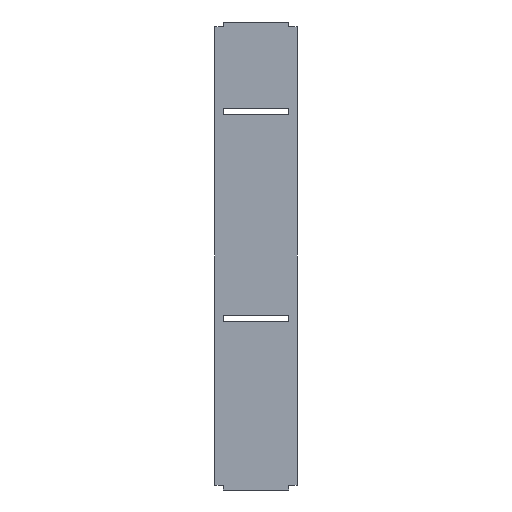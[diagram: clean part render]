
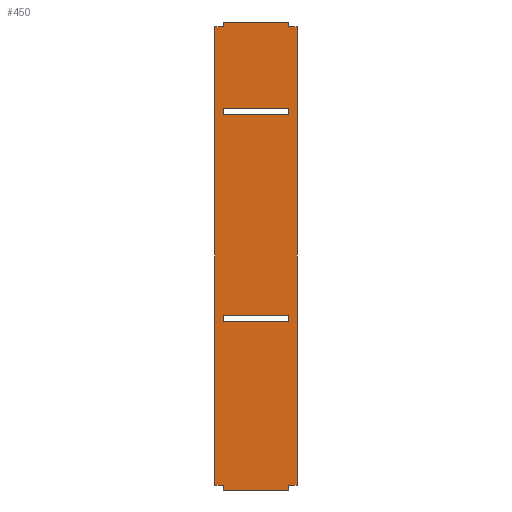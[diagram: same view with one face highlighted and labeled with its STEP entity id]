
A CAD part, front view. The second image highlights one B-rep face of the part: STEP entity #450.
In plain terms, the highlighted planar face has unit normal (0, -1, 0).
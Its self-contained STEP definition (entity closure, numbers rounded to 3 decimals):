
#17=FACE_BOUND('',#65,.T.);
#18=FACE_BOUND('',#66,.T.);
#40=FACE_OUTER_BOUND('',#64,.T.);
#64=EDGE_LOOP('',(#387,#388,#389,#390,#391,#392,#393,#394,#395,#396,#397,
#398));
#65=EDGE_LOOP('',(#399,#400,#401,#402));
#66=EDGE_LOOP('',(#403,#404,#405,#406));
#67=LINE('',#603,#127);
#71=LINE('',#611,#131);
#74=LINE('',#617,#134);
#77=LINE('',#622,#137);
#79=LINE('',#627,#139);
#83=LINE('',#635,#143);
#86=LINE('',#641,#146);
#89=LINE('',#646,#149);
#91=LINE('',#651,#151);
#95=LINE('',#659,#155);
#98=LINE('',#665,#158);
#101=LINE('',#671,#161);
#104=LINE('',#677,#164);
#107=LINE('',#683,#167);
#110=LINE('',#689,#170);
#113=LINE('',#695,#173);
#116=LINE('',#701,#176);
#119=LINE('',#707,#179);
#122=LINE('',#713,#182);
#125=LINE('',#718,#185);
#127=VECTOR('',#497,10.);
#131=VECTOR('',#503,10.);
#134=VECTOR('',#508,10.);
#137=VECTOR('',#513,10.);
#139=VECTOR('',#517,10.);
#143=VECTOR('',#523,10.);
#146=VECTOR('',#528,10.);
#149=VECTOR('',#533,10.);
#151=VECTOR('',#537,10.);
#155=VECTOR('',#543,10.);
#158=VECTOR('',#548,10.);
#161=VECTOR('',#553,10.);
#164=VECTOR('',#558,10.);
#167=VECTOR('',#563,10.);
#170=VECTOR('',#568,10.);
#173=VECTOR('',#573,10.);
#176=VECTOR('',#578,10.);
#179=VECTOR('',#583,10.);
#182=VECTOR('',#588,10.);
#185=VECTOR('',#593,10.);
#187=VERTEX_POINT('',#601);
#188=VERTEX_POINT('',#602);
#191=VERTEX_POINT('',#610);
#193=VERTEX_POINT('',#616);
#195=VERTEX_POINT('',#625);
#196=VERTEX_POINT('',#626);
#199=VERTEX_POINT('',#634);
#201=VERTEX_POINT('',#640);
#203=VERTEX_POINT('',#649);
#204=VERTEX_POINT('',#650);
#207=VERTEX_POINT('',#658);
#209=VERTEX_POINT('',#664);
#211=VERTEX_POINT('',#670);
#213=VERTEX_POINT('',#676);
#215=VERTEX_POINT('',#682);
#217=VERTEX_POINT('',#688);
#219=VERTEX_POINT('',#694);
#221=VERTEX_POINT('',#700);
#223=VERTEX_POINT('',#706);
#225=VERTEX_POINT('',#712);
#227=EDGE_CURVE('',#187,#188,#67,.T.);
#231=EDGE_CURVE('',#191,#187,#71,.T.);
#234=EDGE_CURVE('',#193,#191,#74,.T.);
#237=EDGE_CURVE('',#188,#193,#77,.T.);
#239=EDGE_CURVE('',#195,#196,#79,.T.);
#243=EDGE_CURVE('',#199,#195,#83,.T.);
#246=EDGE_CURVE('',#201,#199,#86,.T.);
#249=EDGE_CURVE('',#196,#201,#89,.T.);
#251=EDGE_CURVE('',#203,#204,#91,.T.);
#255=EDGE_CURVE('',#207,#203,#95,.T.);
#258=EDGE_CURVE('',#209,#207,#98,.T.);
#261=EDGE_CURVE('',#211,#209,#101,.T.);
#264=EDGE_CURVE('',#213,#211,#104,.T.);
#267=EDGE_CURVE('',#215,#213,#107,.T.);
#270=EDGE_CURVE('',#217,#215,#110,.T.);
#273=EDGE_CURVE('',#219,#217,#113,.T.);
#276=EDGE_CURVE('',#221,#219,#116,.T.);
#279=EDGE_CURVE('',#223,#221,#119,.T.);
#282=EDGE_CURVE('',#225,#223,#122,.T.);
#285=EDGE_CURVE('',#204,#225,#125,.T.);
#387=ORIENTED_EDGE('',*,*,#285,.F.);
#388=ORIENTED_EDGE('',*,*,#251,.F.);
#389=ORIENTED_EDGE('',*,*,#255,.F.);
#390=ORIENTED_EDGE('',*,*,#258,.F.);
#391=ORIENTED_EDGE('',*,*,#261,.F.);
#392=ORIENTED_EDGE('',*,*,#264,.F.);
#393=ORIENTED_EDGE('',*,*,#267,.F.);
#394=ORIENTED_EDGE('',*,*,#270,.F.);
#395=ORIENTED_EDGE('',*,*,#273,.F.);
#396=ORIENTED_EDGE('',*,*,#276,.F.);
#397=ORIENTED_EDGE('',*,*,#279,.F.);
#398=ORIENTED_EDGE('',*,*,#282,.F.);
#399=ORIENTED_EDGE('',*,*,#249,.F.);
#400=ORIENTED_EDGE('',*,*,#239,.F.);
#401=ORIENTED_EDGE('',*,*,#243,.F.);
#402=ORIENTED_EDGE('',*,*,#246,.F.);
#403=ORIENTED_EDGE('',*,*,#237,.F.);
#404=ORIENTED_EDGE('',*,*,#227,.F.);
#405=ORIENTED_EDGE('',*,*,#231,.F.);
#406=ORIENTED_EDGE('',*,*,#234,.F.);
#428=PLANE('',#492);
#450=ADVANCED_FACE('',(#40,#17,#18),#428,.F.);
#492=AXIS2_PLACEMENT_3D('',#721,#597,#598);
#497=DIRECTION('',(-1.,0.,0.));
#503=DIRECTION('',(0.,0.,1.));
#508=DIRECTION('',(1.,0.,0.));
#513=DIRECTION('',(0.,0.,-1.));
#517=DIRECTION('',(-1.,0.,0.));
#523=DIRECTION('',(0.,0.,1.));
#528=DIRECTION('',(1.,0.,0.));
#533=DIRECTION('',(0.,0.,-1.));
#537=DIRECTION('',(1.,0.,0.));
#543=DIRECTION('',(0.,0.,-1.));
#548=DIRECTION('',(1.,0.,0.));
#553=DIRECTION('',(0.,0.,1.));
#558=DIRECTION('',(1.,0.,0.));
#563=DIRECTION('',(0.,0.,1.));
#568=DIRECTION('',(-1.,0.,0.));
#573=DIRECTION('',(0.,0.,1.));
#578=DIRECTION('',(-1.,0.,0.));
#583=DIRECTION('',(0.,0.,-1.));
#588=DIRECTION('',(-1.,0.,0.));
#593=DIRECTION('',(0.,0.,-1.));
#597=DIRECTION('center_axis',(0.,1.,0.));
#598=DIRECTION('ref_axis',(0.,0.,1.));
#601=CARTESIAN_POINT('',(45.,0.,130.));
#602=CARTESIAN_POINT('',(5.,0.,130.));
#603=CARTESIAN_POINT('',(45.,0.,130.));
#610=CARTESIAN_POINT('',(45.,0.,126.));
#611=CARTESIAN_POINT('',(45.,0.,126.));
#616=CARTESIAN_POINT('',(5.,0.,126.));
#617=CARTESIAN_POINT('',(5.,0.,126.));
#622=CARTESIAN_POINT('',(5.,0.,130.));
#625=CARTESIAN_POINT('',(45.,0.,4.));
#626=CARTESIAN_POINT('',(5.,0.,4.));
#627=CARTESIAN_POINT('',(45.,0.,4.));
#634=CARTESIAN_POINT('',(45.,0.,0.));
#635=CARTESIAN_POINT('',(45.,0.,0.));
#640=CARTESIAN_POINT('',(5.,0.,0.));
#641=CARTESIAN_POINT('',(5.,0.,0.));
#646=CARTESIAN_POINT('',(5.,0.,4.));
#649=CARTESIAN_POINT('',(45.,0.,179.6));
#650=CARTESIAN_POINT('',(50.,0.,179.6));
#651=CARTESIAN_POINT('',(0.,0.,179.6));
#658=CARTESIAN_POINT('',(45.,0.,182.6));
#659=CARTESIAN_POINT('',(45.,0.,182.6));
#664=CARTESIAN_POINT('',(5.,0.,182.6));
#665=CARTESIAN_POINT('',(5.,0.,182.6));
#670=CARTESIAN_POINT('',(5.,0.,179.6));
#671=CARTESIAN_POINT('',(5.,0.,179.6));
#676=CARTESIAN_POINT('',(0.,0.,179.6));
#677=CARTESIAN_POINT('',(0.,0.,179.6));
#682=CARTESIAN_POINT('',(0.,0.,-99.4));
#683=CARTESIAN_POINT('',(0.,0.,-99.4));
#688=CARTESIAN_POINT('',(5.,0.,-99.4));
#689=CARTESIAN_POINT('',(50.,0.,-99.4));
#694=CARTESIAN_POINT('',(5.,0.,-102.4));
#695=CARTESIAN_POINT('',(5.,0.,-102.4));
#700=CARTESIAN_POINT('',(45.,0.,-102.4));
#701=CARTESIAN_POINT('',(45.,0.,-102.4));
#706=CARTESIAN_POINT('',(45.,0.,-99.4));
#707=CARTESIAN_POINT('',(45.,0.,-99.4));
#712=CARTESIAN_POINT('',(50.,0.,-99.4));
#713=CARTESIAN_POINT('',(50.,0.,-99.4));
#718=CARTESIAN_POINT('',(50.,0.,179.6));
#721=CARTESIAN_POINT('Origin',(25.,0.,40.1));
